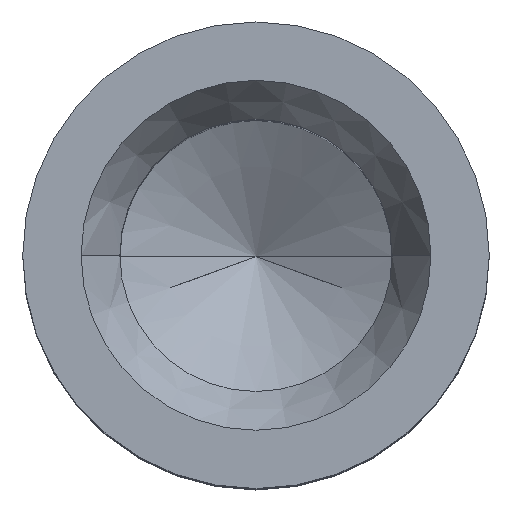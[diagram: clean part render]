
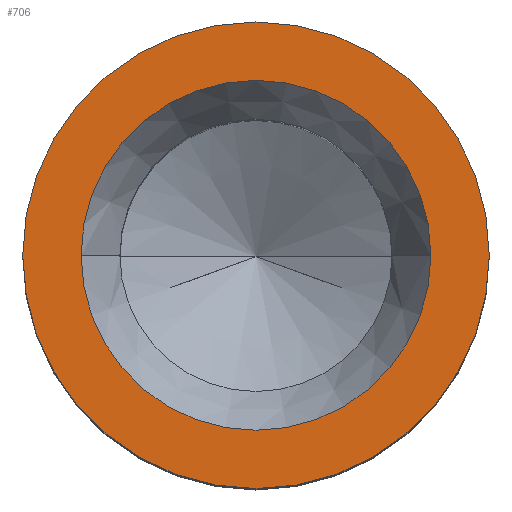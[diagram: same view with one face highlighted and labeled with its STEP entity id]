
A CAD part, top view. The second image highlights one B-rep face of the part: STEP entity #706.
In plain terms, the highlighted planar face has unit normal (0, 0, 1).
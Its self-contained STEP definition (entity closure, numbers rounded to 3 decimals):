
#224=CARTESIAN_POINT('',(0.,0.,14.534));
#225=DIRECTION('',(0.,0.,1.));
#226=DIRECTION('',(-1.,0.,0.));
#227=AXIS2_PLACEMENT_3D('',#224,#225,#226);
#233=CARTESIAN_POINT('',(0.,0.,14.534));
#234=DIRECTION('',(0.,0.,-1.));
#235=DIRECTION('',(-1.,0.,0.));
#236=AXIS2_PLACEMENT_3D('',#233,#234,#235);
#242=CARTESIAN_POINT('',(0.,0.,14.534));
#243=DIRECTION('',(0.,0.,-1.));
#244=DIRECTION('',(-1.,0.,0.));
#245=AXIS2_PLACEMENT_3D('',#242,#243,#244);
#247=CARTESIAN_POINT('',(0.,0.,14.534));
#248=DIRECTION('',(0.,0.,1.));
#249=DIRECTION('',(-1.,0.,0.));
#250=AXIS2_PLACEMENT_3D('',#247,#248,#249);
#309=CARTESIAN_POINT('',(-3.,0.,14.534));
#310=VERTEX_POINT('',#309);
#311=CARTESIAN_POINT('',(-2.25,0.,14.534));
#313=VERTEX_POINT('',#311);
#335=CARTESIAN_POINT('',(3.,0.,14.534));
#336=VERTEX_POINT('',#335);
#337=CARTESIAN_POINT('',(2.25,0.,14.534));
#339=VERTEX_POINT('',#337);
#691=CARTESIAN_POINT('',(0.,0.,14.534));
#692=DIRECTION('',(0.,0.,1.));
#693=DIRECTION('',(-1.,0.,0.));
#694=AXIS2_PLACEMENT_3D('',#691,#692,#693);
#695=PLANE('',#694);
#697=ORIENTED_EDGE('',*,*,#696,.T.);
#699=ORIENTED_EDGE('',*,*,#698,.F.);
#700=EDGE_LOOP('',(#697,#699));
#701=FACE_OUTER_BOUND('',#700,.F.);
#702=ORIENTED_EDGE('',*,*,#673,.T.);
#703=ORIENTED_EDGE('',*,*,#684,.F.);
#704=EDGE_LOOP('',(#702,#703));
#705=FACE_BOUND('',#704,.F.);
#706=ADVANCED_FACE('',(#701,#705),#695,.T.);
#228=CIRCLE('',#227,2.25);
#237=CIRCLE('',#236,2.25);
#246=CIRCLE('',#245,3.);
#251=CIRCLE('',#250,3.);
#673=EDGE_CURVE('',#313,#339,#228,.T.);
#684=EDGE_CURVE('',#313,#339,#237,.T.);
#696=EDGE_CURVE('',#310,#336,#246,.T.);
#698=EDGE_CURVE('',#310,#336,#251,.T.);
